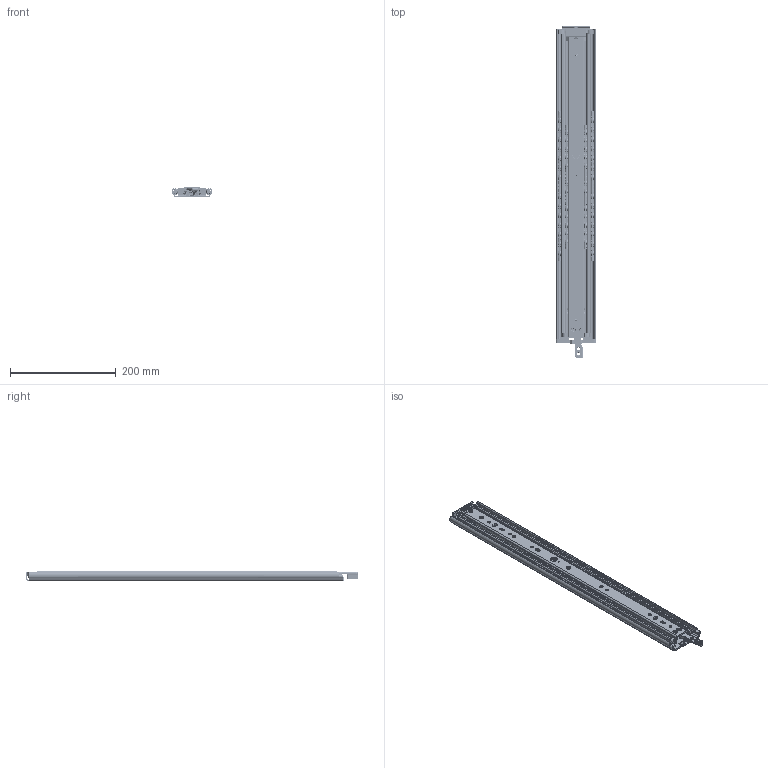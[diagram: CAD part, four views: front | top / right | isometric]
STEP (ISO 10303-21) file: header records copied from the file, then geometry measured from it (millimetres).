
FILE_DESCRIPTION(/* description */ ('TR7619 600 / 610 (19,1mm)'),/* implementation_level */ '2;1');
FILE_NAME(/* name */ '114S37.stp',/* time_stamp */ '2021-10-12T11:32:16+02:00',/* author */ ('r.groen'),/* organization */ (''),/* preprocessor_version */ 'ST-DEVELOPER v17',/* originating_system */ 'Autodesk Inventor 2018',/* authorisation */ '');
FILE_SCHEMA (('AUTOMOTIVE_DESIGN { 1 0 10303 214 3 1 1 }'));
Length unit declared in the file: millimetre
Products named in the file (42): 114-S37; 114-S37_1; 114-S37_2; 114-S37_3; 921955; 114-S37_4; 923513; 921714; 921708; 921716_Assy; 921716; 921706_Assy; 921706; 911073; 114-S37_5; 114-S37_6; 921751; 921750; 973008; 973007; 921739; 114-S37_7; 923035; 921715_Assy; 921715; 921707; 921713; 921705_Assy; 921705; 911078; 114-S37_8; 114-S37_9; 5921953; 922128; 921953; 913053; ISO 10642 - M4x6; 913058; 921946; 922126 ...
Assembly tree (71 placements, depth 5):
  114-S37
    114-S37_1
    114-S37_2
      114-S37_3
      921955
    114-S37_4
      923513
        921714
        921716_Assy  x4
          921716
          911073
        921706_Assy  x4
          921706
          911073
        921708  x4
    114-S37_5
      114-S37_6
      921751
      921750
      973008
        973007
        921739
    114-S37_7
      923035
        921713  x2
        921715_Assy  x4
          921715
          911078
        921707  x4
        921705_Assy  x2
          921705
          911078
    114-S37_8
      114-S37_9
      5921953
        922128
        921953
      913053
      ISO 10642 - M4x6  x2
      913058
      921946
      922126
      973009
      114-S37_10
Bounding box: 76.19 x 628 x 19.18 mm (x, y, z)
Volume: 420612.2 mm3; surface area: 369317.6 mm2
Topology: 107 solids, 107 shells, 8212 faces, 23433 edges, 15142 vertices
Faces by surface type: cylinder 4662, plane 2809, torus 312, bspline 229, cone 109, sphere 91
Full cylindrical faces by diameter (mm): 1.3 x3, 3 x3, 3.5 x1, 4 x3, 4.5 x1, 5.2 x8, 5.5 x2, 5.8 x1, 6.5 x1, 6.6 x9, 6.7 x1, 7 x1, 7.8 x1, 8 x3, 8.1 x24, 9.2 x28, 13.5 x1, 15 x2
Entity records: 140275 total; most frequent: CARTESIAN_POINT 41615, ORIENTED_EDGE 21124, DIRECTION 20030, EDGE_CURVE 10562, AXIS2_PLACEMENT_3D 7386, VERTEX_POINT 6742, LINE 5258, VECTOR 5258
